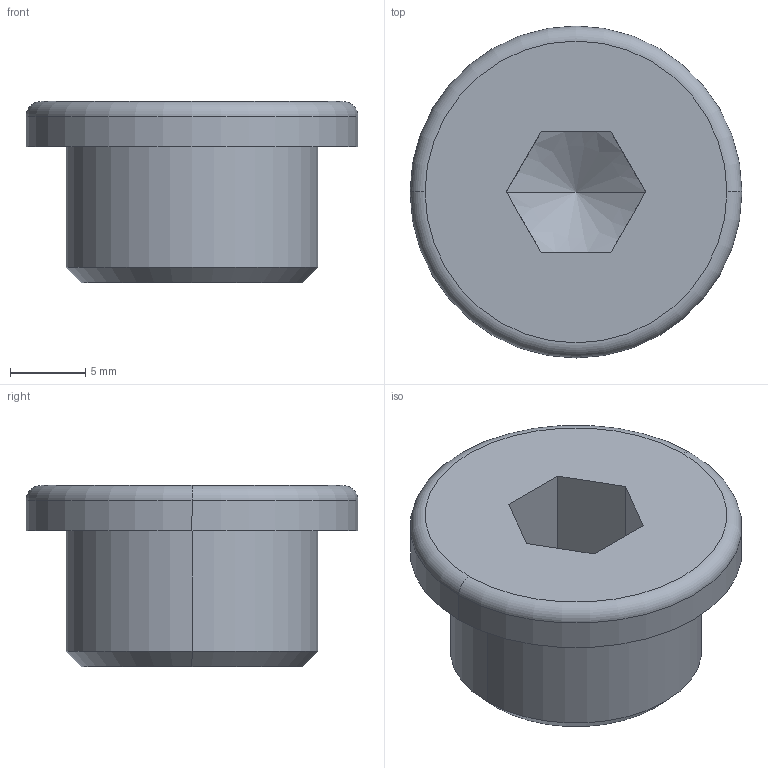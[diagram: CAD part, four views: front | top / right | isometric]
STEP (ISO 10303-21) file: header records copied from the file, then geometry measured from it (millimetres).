
FILE_DESCRIPTION(('Creo Elements/Direct Modeling STEP Export'),'2;1');
FILE_NAME('44.0366.3_Blindstopfen_3-8-Zoll.stp','2022-03-21T 9:03:07',(''),(''),'PTC Creo Elements/Direct Modeling STEP processor for AP214 (Solid Model)','PTC Creo Elements/Direct Modeling 19.0C 15-Aug-2015 (C) Parametric Technology GmbH','');
FILE_SCHEMA(('AUTOMOTIVE_DESIGN { 1 0 10303 214 1 1 1 1 }'));
Length unit declared in the file: millimetre
Products named in the file (1): Blindstopfen_38_44.0366.3_PX175623
Bounding box: 22 x 22 x 12 mm (x, y, z)
Volume: 2617.2 mm3; surface area: 1585.7 mm2
Topology: 1 solids, 1 shells, 19 faces, 44 edges, 27 vertices
Faces by surface type: plane 9, cylinder 4, cone 4, torus 2
Entity records: 887 total; most frequent: CARTESIAN_POINT 412, DIRECTION 90, ORIENTED_EDGE 84, EDGE_CURVE 42, AXIS2_PLACEMENT_3D 35, VERTEX_POINT 27, EDGE_LOOP 21, VECTOR 20
